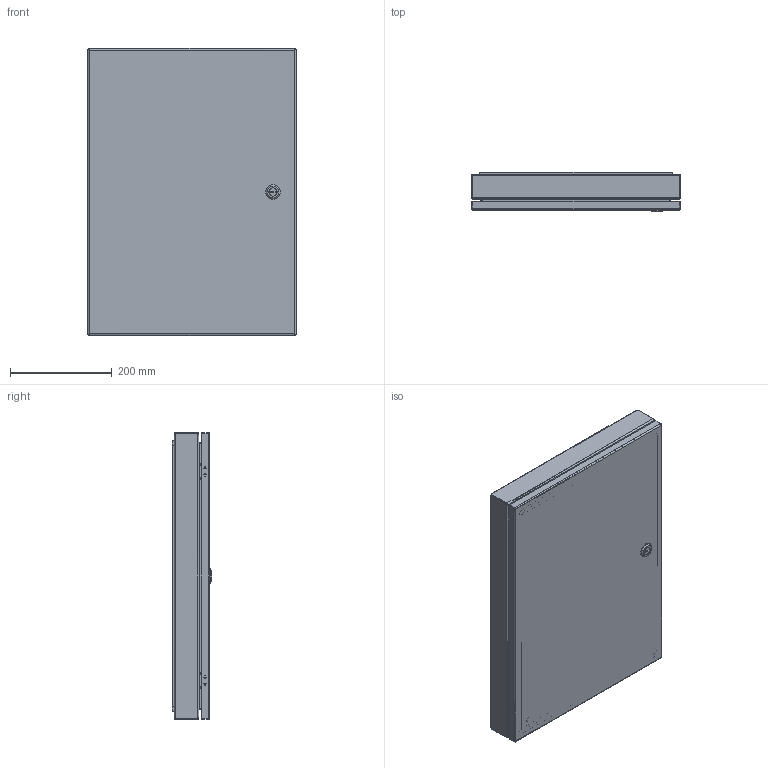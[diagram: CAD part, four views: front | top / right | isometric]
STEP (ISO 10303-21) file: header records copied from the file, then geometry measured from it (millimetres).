
FILE_DESCRIPTION (( 'STEP AP203' ), '1' );
FILE_NAME ('1481SSDH2420.step', '2020-11-12T21:38:38', ( 'ADC123' ), ( 'Microsoft' ), 'SwSTEP 2.0', 'SolidWorks 2019', '' );
FILE_SCHEMA (( 'CONFIG_CONTROL_DESIGN' ));
Length unit declared in the file: inch
Products named in the file (1): 1481SSDH2420
Bounding box: 409.96 x 77.72 x 563.63 mm (x, y, z)
Volume: 1114176.1 mm3; surface area: 1147674.8 mm2
Topology: 24 solids, 25 shells, 622 faces, 1395 edges, 838 vertices
Faces by surface type: plane 374, cylinder 151, bspline 74, torus 12, cone 11
Full cylindrical faces by diameter (mm): 4.369 x2, 5 x1, 5.74 x2, 6 x1, 6.096 x2, 6.35 x1, 7.137 x12, 7.417 x2, 7.937 x1, 9.83 x2, 10.109 x6, 12.065 x4, 12.7 x2, 13.335 x1, 15.875 x1, 16.002 x1, 19.5 x1, 19.939 x1, 27.94 x1
Entity records: 21669 total; most frequent: CARTESIAN_POINT 8603, ORIENTED_EDGE 2618, DIRECTION 2468, EDGE_CURVE 1309, VECTOR 932, LINE 932, VERTEX_POINT 829, AXIS2_PLACEMENT_3D 768
